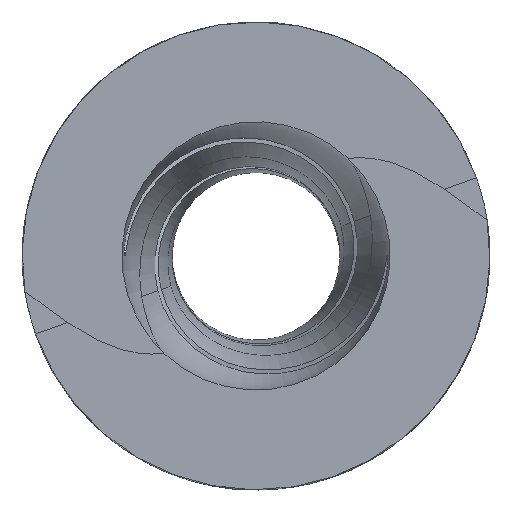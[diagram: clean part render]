
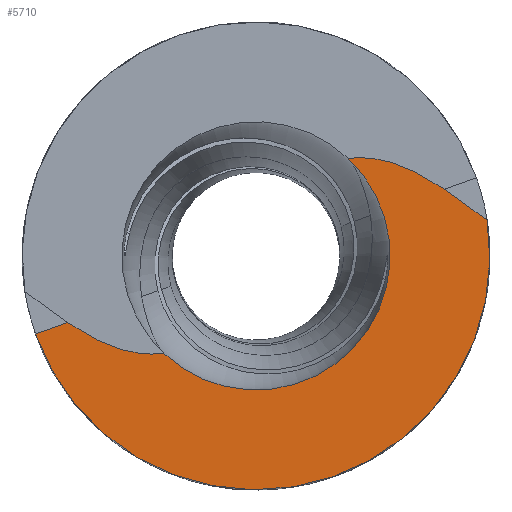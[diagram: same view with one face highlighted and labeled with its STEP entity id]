
A CAD part, top view. The second image highlights one B-rep face of the part: STEP entity #5710.
In plain terms, the highlighted face is a revolution surface.
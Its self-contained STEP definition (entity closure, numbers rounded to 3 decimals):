
#258 = VERTEX_POINT('',#259);
#259 = CARTESIAN_POINT('',(6.973,7.389,0.));
#439 = EDGE_CURVE('',#440,#258,#442,.T.);
#440 = VERTEX_POINT('',#441);
#441 = CARTESIAN_POINT('',(-6.973,-7.389,0.));
#442 = CIRCLE('',#443,10.16);
#443 = AXIS2_PLACEMENT_3D('',#444,#445,#446);
#444 = CARTESIAN_POINT('',(0.,0.,0.));
#445 = DIRECTION('',(0.,0.,1.));
#446 = DIRECTION('',(-0.943,-0.334,0.));
#5710 = ADVANCED_FACE('[Impeller_1] Flow domain Outflow',(#5711),#5829,
  .F.);
#5711 = FACE_BOUND('',#5712,.F.);
#5712 = EDGE_LOOP('',(#5713,#5740,#5741,#5768,#5815,#5824));
#5713 = ORIENTED_EDGE('',*,*,#5714,.T.);
#5714 = EDGE_CURVE('',#5715,#440,#5717,.T.);
#5715 = VERTEX_POINT('',#5716);
#5716 = CARTESIAN_POINT('',(-14.255,-5.052,0.));
#5717 = B_SPLINE_CURVE_WITH_KNOTS('',6,(#5718,#5719,#5720,#5721,#5722,
    #5723,#5724,#5725,#5726,#5727,#5728,#5729,#5730,#5731,#5732,#5733,
    #5734,#5735,#5736,#5737,#5738,#5739),.UNSPECIFIED.,.F.,.F.,(7,5,5,5,
    7),(0.,0.284,0.559,0.804,1.),
  .UNSPECIFIED.);
#5718 = CARTESIAN_POINT('',(-14.255,-5.052,
    0.));
#5719 = CARTESIAN_POINT('',(-13.948,-5.259,
    0.));
#5720 = CARTESIAN_POINT('',(-13.638,-5.461,
    0.));
#5721 = CARTESIAN_POINT('',(-13.325,-5.658,
    0.));
#5722 = CARTESIAN_POINT('',(-13.007,-5.848,
    0.));
#5723 = CARTESIAN_POINT('',(-12.685,-6.03,
    0.));
#5724 = CARTESIAN_POINT('',(-12.04,-6.37,
    0.));
#5725 = CARTESIAN_POINT('',(-11.717,-6.528,
    0.));
#5726 = CARTESIAN_POINT('',(-11.389,-6.677,
    0.));
#5727 = CARTESIAN_POINT('',(-11.055,-6.813,
    0.));
#5728 = CARTESIAN_POINT('',(-10.717,-6.936,
    0.));
#5729 = CARTESIAN_POINT('',(-10.07,-7.138,
    0.));
#5730 = CARTESIAN_POINT('',(-9.763,-7.221,
    0.));
#5731 = CARTESIAN_POINT('',(-9.452,-7.292,
    0.));
#5732 = CARTESIAN_POINT('',(-9.138,-7.348,
    0.));
#5733 = CARTESIAN_POINT('',(-8.822,-7.388,
    0.));
#5734 = CARTESIAN_POINT('',(-8.249,-7.434,
    0.));
#5735 = CARTESIAN_POINT('',(-7.994,-7.444,
    0.));
#5736 = CARTESIAN_POINT('',(-7.738,-7.444,
    0.));
#5737 = CARTESIAN_POINT('',(-7.482,-7.435,
    0.));
#5738 = CARTESIAN_POINT('',(-7.227,-7.417,
    0.));
#5739 = CARTESIAN_POINT('',(-6.973,-7.389,
    0.));
#5740 = ORIENTED_EDGE('',*,*,#439,.T.);
#5741 = ORIENTED_EDGE('',*,*,#5742,.F.);
#5742 = EDGE_CURVE('',#5743,#258,#5745,.T.);
#5743 = VERTEX_POINT('',#5744);
#5744 = CARTESIAN_POINT('',(14.255,5.052,0.));
#5745 = B_SPLINE_CURVE_WITH_KNOTS('',6,(#5746,#5747,#5748,#5749,#5750,
    #5751,#5752,#5753,#5754,#5755,#5756,#5757,#5758,#5759,#5760,#5761,
    #5762,#5763,#5764,#5765,#5766,#5767),.UNSPECIFIED.,.F.,.F.,(7,5,5,5,
    7),(0.,0.284,0.559,0.804,1.),
  .UNSPECIFIED.);
#5746 = CARTESIAN_POINT('',(14.255,5.052,
    0.));
#5747 = CARTESIAN_POINT('',(13.948,5.259,
    0.));
#5748 = CARTESIAN_POINT('',(13.638,5.461,
    0.));
#5749 = CARTESIAN_POINT('',(13.325,5.658,
    0.));
#5750 = CARTESIAN_POINT('',(13.007,5.848,
    0.));
#5751 = CARTESIAN_POINT('',(12.685,6.03,
    0.));
#5752 = CARTESIAN_POINT('',(12.04,6.37,
    0.));
#5753 = CARTESIAN_POINT('',(11.717,6.528,
    0.));
#5754 = CARTESIAN_POINT('',(11.389,6.677,
    0.));
#5755 = CARTESIAN_POINT('',(11.055,6.813,
    0.));
#5756 = CARTESIAN_POINT('',(10.717,6.936,
    0.));
#5757 = CARTESIAN_POINT('',(10.07,7.138,
    0.));
#5758 = CARTESIAN_POINT('',(9.763,7.221,
    0.));
#5759 = CARTESIAN_POINT('',(9.452,7.292,
    0.));
#5760 = CARTESIAN_POINT('',(9.138,7.348,
    0.));
#5761 = CARTESIAN_POINT('',(8.822,7.388,
    0.));
#5762 = CARTESIAN_POINT('',(8.249,7.434,
    0.));
#5763 = CARTESIAN_POINT('',(7.994,7.444,
    0.));
#5764 = CARTESIAN_POINT('',(7.738,7.444,
    0.));
#5765 = CARTESIAN_POINT('',(7.482,7.435,
    0.));
#5766 = CARTESIAN_POINT('',(7.227,7.417,
    0.));
#5767 = CARTESIAN_POINT('',(6.973,7.389,
    0.));
#5768 = ORIENTED_EDGE('',*,*,#5769,.F.);
#5769 = EDGE_CURVE('',#5770,#5743,#5772,.T.);
#5770 = VERTEX_POINT('',#5771);
#5771 = CARTESIAN_POINT('',(17.512,2.685,0.));
#5772 = B_SPLINE_CURVE_WITH_KNOTS('',5,(#5773,#5774,#5775,#5776,#5777,
    #5778,#5779,#5780,#5781,#5782,#5783,#5784,#5785,#5786,#5787,#5788,
    #5789,#5790,#5791,#5792,#5793,#5794,#5795,#5796,#5797,#5798,#5799,
    #5800,#5801,#5802,#5803,#5804,#5805,#5806,#5807,#5808,#5809,#5810,
    #5811,#5812,#5813,#5814),.UNSPECIFIED.,.F.,.F.,(6,4,4,4,4,4,4,4,4,4,
    6),(0.,0.091,0.112,0.221,
    0.332,0.446,0.548,0.648,
    0.763,0.87,1.),.UNSPECIFIED.);
#5773 = CARTESIAN_POINT('',(17.512,2.685,
    0.));
#5774 = CARTESIAN_POINT('',(17.337,2.812,
    0.));
#5775 = CARTESIAN_POINT('',(17.163,2.94,
    0.));
#5776 = CARTESIAN_POINT('',(16.989,3.068,
    0.));
#5777 = CARTESIAN_POINT('',(16.816,3.197,
    0.));
#5778 = CARTESIAN_POINT('',(16.602,3.356,
    0.));
#5779 = CARTESIAN_POINT('',(16.562,3.386,
    0.));
#5780 = CARTESIAN_POINT('',(16.522,3.416,
    0.));
#5781 = CARTESIAN_POINT('',(16.482,3.446,
    0.));
#5782 = CARTESIAN_POINT('',(16.235,3.629,
    0.));
#5783 = CARTESIAN_POINT('',(16.029,3.783,
    0.));
#5784 = CARTESIAN_POINT('',(15.822,3.937,
    0.));
#5785 = CARTESIAN_POINT('',(15.614,4.089,
    0.));
#5786 = CARTESIAN_POINT('',(15.194,4.395,
    0.));
#5787 = CARTESIAN_POINT('',(14.981,4.548,
    0.));
#5788 = CARTESIAN_POINT('',(14.767,4.7,
    0.));
#5789 = CARTESIAN_POINT('',(14.552,4.85,
    0.));
#5790 = CARTESIAN_POINT('',(14.11,5.15,
    0.));
#5791 = CARTESIAN_POINT('',(13.883,5.301,
    0.));
#5792 = CARTESIAN_POINT('',(13.655,5.448,
    0.));
#5793 = CARTESIAN_POINT('',(13.424,5.592,
    0.));
#5794 = CARTESIAN_POINT('',(12.985,5.856,
    0.));
#5795 = CARTESIAN_POINT('',(12.776,5.977,
    0.));
#5796 = CARTESIAN_POINT('',(12.566,6.094,
    0.));
#5797 = CARTESIAN_POINT('',(12.353,6.207,
    0.));
#5798 = CARTESIAN_POINT('',(11.927,6.422,
    0.));
#5799 = CARTESIAN_POINT('',(11.713,6.525,
    0.));
#5800 = CARTESIAN_POINT('',(11.498,6.623,
    0.));
#5801 = CARTESIAN_POINT('',(11.279,6.715,
    0.));
#5802 = CARTESIAN_POINT('',(10.804,6.901,
    0.));
#5803 = CARTESIAN_POINT('',(10.546,6.993,
    0.));
#5804 = CARTESIAN_POINT('',(10.284,7.077,
    0.));
#5805 = CARTESIAN_POINT('',(10.02,7.151,
    0.));
#5806 = CARTESIAN_POINT('',(9.508,7.273,
    0.));
#5807 = CARTESIAN_POINT('',(9.26,7.323,
    0.));
#5808 = CARTESIAN_POINT('',(9.01,7.363,
    0.));
#5809 = CARTESIAN_POINT('',(8.759,7.393,
    0.));
#5810 = CARTESIAN_POINT('',(8.2,7.438,
    0.));
#5811 = CARTESIAN_POINT('',(7.893,7.447,
    0.));
#5812 = CARTESIAN_POINT('',(7.585,7.442,
    0.));
#5813 = CARTESIAN_POINT('',(7.278,7.423,
    0.));
#5814 = CARTESIAN_POINT('',(6.973,7.389,
    0.));
#5815 = ORIENTED_EDGE('',*,*,#5816,.F.);
#5816 = EDGE_CURVE('',#5817,#5770,#5819,.T.);
#5817 = VERTEX_POINT('',#5818);
#5818 = CARTESIAN_POINT('',(-16.699,-5.918,0.));
#5819 = CIRCLE('',#5820,17.717);
#5820 = AXIS2_PLACEMENT_3D('',#5821,#5822,#5823);
#5821 = CARTESIAN_POINT('',(0.,0.,0.));
#5822 = DIRECTION('',(0.,0.,1.));
#5823 = DIRECTION('',(-0.943,-0.334,0.));
#5824 = ORIENTED_EDGE('',*,*,#5825,.F.);
#5825 = EDGE_CURVE('',#5715,#5817,#5826,.T.);
#5826 = B_SPLINE_CURVE_WITH_KNOTS('',1,(#5827,#5828),.UNSPECIFIED.,.F.,
  .F.,(2,2),(0.,1.),.PIECEWISE_BEZIER_KNOTS.);
#5827 = CARTESIAN_POINT('',(-9.576,-3.394,0.));
#5828 = CARTESIAN_POINT('',(-16.699,-5.918,0.));
#5829 = SURFACE_OF_REVOLUTION('',#5830,#5833);
#5830 = B_SPLINE_CURVE_WITH_KNOTS('',1,(#5831,#5832),.UNSPECIFIED.,.F.,
  .F.,(2,2),(0.,1.),.PIECEWISE_BEZIER_KNOTS.);
#5831 = CARTESIAN_POINT('',(-9.576,-3.394,0.));
#5832 = CARTESIAN_POINT('',(-16.699,-5.918,0.));
#5833 = AXIS1_PLACEMENT('',#5834,#5835);
#5834 = CARTESIAN_POINT('',(0.,0.,0.));
#5835 = DIRECTION('',(0.,0.,1.));
